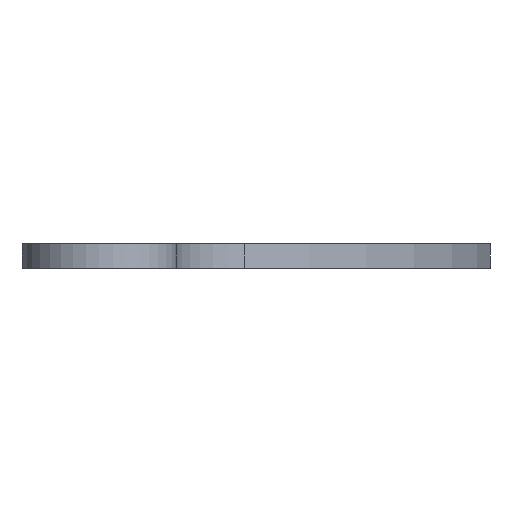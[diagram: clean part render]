
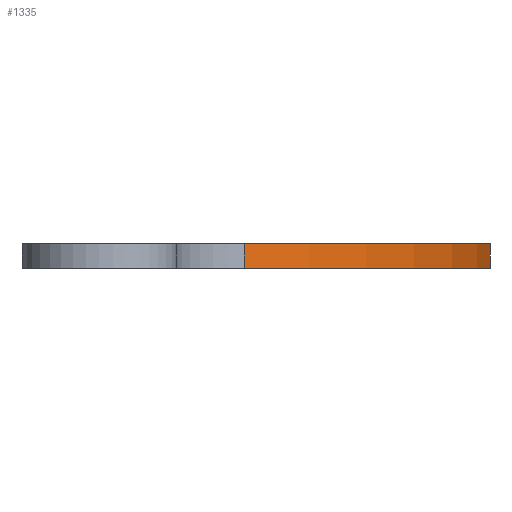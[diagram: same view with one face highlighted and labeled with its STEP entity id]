
A CAD part, front view. The second image highlights one B-rep face of the part: STEP entity #1335.
In plain terms, the highlighted cylindrical face has radius 73 mm (diameter 146 mm), a partial arc.
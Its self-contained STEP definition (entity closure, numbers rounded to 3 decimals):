
#17 = DIRECTION ( 'NONE',  ( 0., 0., -1. ) ) ;
#75 = EDGE_CURVE ( 'NONE', #1659, #1674, #259, .T. ) ;
#141 = EDGE_LOOP ( 'NONE', ( #708, #279, #1519, #235 ) ) ;
#235 = ORIENTED_EDGE ( 'NONE', *, *, #658, .T. ) ;
#259 = CIRCLE ( 'NONE', #1311, 73. ) ;
#279 = ORIENTED_EDGE ( 'NONE', *, *, #1182, .F. ) ;
#306 = DIRECTION ( 'NONE',  ( -1., 0., 0. ) ) ;
#493 = FACE_OUTER_BOUND ( 'NONE', #141, .T. ) ;
#607 = DIRECTION ( 'NONE',  ( 0., 0., -1. ) ) ;
#640 = CARTESIAN_POINT ( 'NONE',  ( 23.478, 173.849, 0. ) ) ;
#658 = EDGE_CURVE ( 'NONE', #1341, #1659, #780, .T. ) ;
#698 = VECTOR ( 'NONE', #17, 1000. ) ;
#708 = ORIENTED_EDGE ( 'NONE', *, *, #75, .T. ) ;
#778 = DIRECTION ( 'NONE',  ( -1., 0., 0. ) ) ;
#780 = LINE ( 'NONE', #1066, #1537 ) ;
#866 = VERTEX_POINT ( 'NONE', #1070 ) ;
#868 = CYLINDRICAL_SURFACE ( 'NONE', #1008, 73. ) ;
#957 = DIRECTION ( 'NONE',  ( 0., 0., 1. ) ) ;
#1008 = AXIS2_PLACEMENT_3D ( 'NONE', #1069, #607, #778 ) ;
#1066 = CARTESIAN_POINT ( 'NONE',  ( 23.478, 173.849, 4. ) ) ;
#1068 = EDGE_CURVE ( 'NONE', #1341, #866, #1435, .T. ) ;
#1069 = CARTESIAN_POINT ( 'NONE',  ( -9.452, 239., 4. ) ) ;
#1070 = CARTESIAN_POINT ( 'NONE',  ( -0.07, 311.395, 4. ) ) ;
#1075 = LINE ( 'NONE', #1127, #698 ) ;
#1078 = CARTESIAN_POINT ( 'NONE',  ( 23.478, 173.849, 4. ) ) ;
#1127 = CARTESIAN_POINT ( 'NONE',  ( -0.07, 311.395, 4. ) ) ;
#1182 = EDGE_CURVE ( 'NONE', #866, #1674, #1075, .T. ) ;
#1215 = CARTESIAN_POINT ( 'NONE',  ( -9.452, 239., 4. ) ) ;
#1219 = DIRECTION ( 'NONE',  ( 0., 0., -1. ) ) ;
#1278 = DIRECTION ( 'NONE',  ( -1., 0., 0. ) ) ;
#1285 = CARTESIAN_POINT ( 'NONE',  ( -0.07, 311.395, 0. ) ) ;
#1311 = AXIS2_PLACEMENT_3D ( 'NONE', #1450, #1427, #1278 ) ;
#1335 = ADVANCED_FACE ( 'NONE', ( #493 ), #868, .T. ) ;
#1341 = VERTEX_POINT ( 'NONE', #1078 ) ;
#1427 = DIRECTION ( 'NONE',  ( 0., 0., 1. ) ) ;
#1435 = CIRCLE ( 'NONE', #2027, 73. ) ;
#1450 = CARTESIAN_POINT ( 'NONE',  ( -9.452, 239., 0. ) ) ;
#1519 = ORIENTED_EDGE ( 'NONE', *, *, #1068, .F. ) ;
#1537 = VECTOR ( 'NONE', #1219, 1000. ) ;
#1659 = VERTEX_POINT ( 'NONE', #640 ) ;
#1674 = VERTEX_POINT ( 'NONE', #1285 ) ;
#2027 = AXIS2_PLACEMENT_3D ( 'NONE', #1215, #957, #306 ) ;
